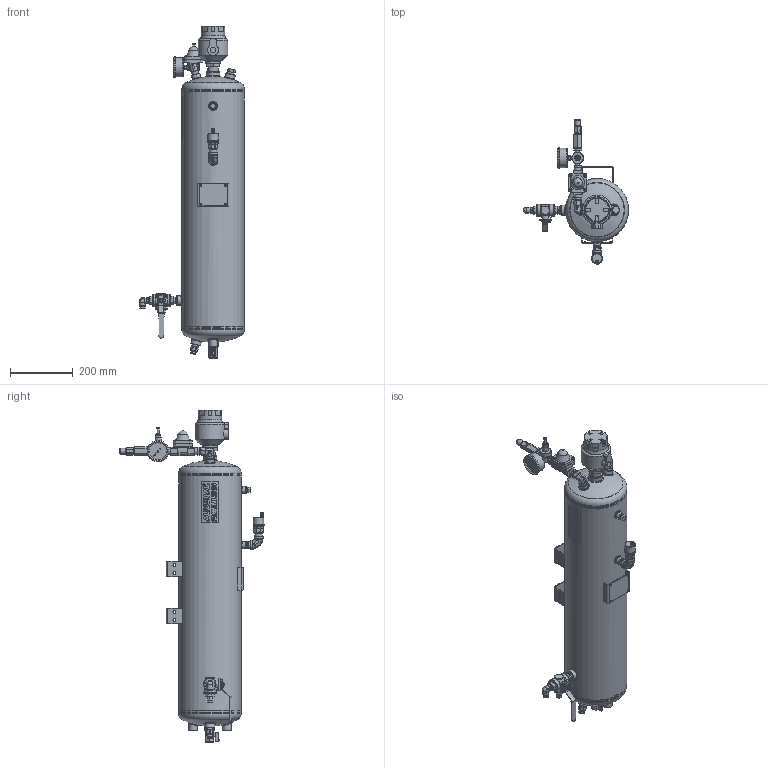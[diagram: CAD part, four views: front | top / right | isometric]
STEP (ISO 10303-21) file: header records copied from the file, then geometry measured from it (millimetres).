
FILE_DESCRIPTION(/* description */ ('Unknown'),/* implementation_level */ '2;1');
FILE_NAME(/* name */ 'W225CCSAEC--B-',/* time_stamp */ '2023-03-22T12:55:04+00:00',/* author */ ('Unknown'),/* organization */ ('Unknown'),/* preprocessor_version */ 'ST-DEVELOPER v16.7',/* originating_system */ 'Solid Edge',/* authorisation */ 'Unknown');
FILE_SCHEMA (('AUTOMOTIVE_DESIGN {1 0 10303 214 3 1 1}'));
Length unit declared in the file: millimetre
Products named in the file (47): 3195959; 2035020; 2013362; 2032857; 2033704; 2051466; 2015923; 2011208; 2032893; 2032147; 2011133; 2032873; 2035020_812_3,634_812:1_oa_0; 2035020_812_3,634_812:1_oa_1; 2035020_812_3,634_812:1_oa_2; 2051700; 3028411; 2015404; 2035020_812_3,634_812:1_oa_3; 3016603; 2051131; 2035020_812_3,634_812:1_oa_4; 2035020_812_3,634_812:1_oa_5; 2050292; 2035020_812_3,634_812:1_oa_6; 2035020_812_3,634_812:1_oa_7; 2026333; 2028094; 2026306; 2021615; 2026443; 2075344; 2026385; 2035471; 2027070; 2026442; 2059736; 2026791; 2027072; 2026972 ...
Assembly tree (57 placements, depth 3):
  3195959
    2035020
      2013362
      2032857
      2033704  x2
      2051466
      2015923  x4
      2011208
      2032893
      2032147  x3
      2011133
      2032873
      2035020_812_3,634_812:1_oa_0
      2035020_812_3,634_812:1_oa_1
      2035020_812_3,634_812:1_oa_2
      2051700  x4
      3028411  x3
      2015404
      2035020_812_3,634_812:1_oa_3
      3016603
      2051131
      2035020_812_3,634_812:1_oa_4
      2035020_812_3,634_812:1_oa_5
      2050292
      2035020_812_3,634_812:1_oa_6
      2035020_812_3,634_812:1_oa_7
    2026333
    2028094
    2026306
    2021615
    2026443
    2075344
    2026385
    2035471
    2027070
    2026442
    2059736
    2026791
    2027072
    2026972
    3001735
    2023281
    3001737
    3004939
    3004946
    3004943
    3004940
Bounding box: 335.59 x 460.8 x 1061.02 mm (x, y, z)
Volume: 3255342.2 mm3; surface area: 1999248.9 mm2
Topology: 65 solids, 68 shells, 1825 faces, 4300 edges, 2722 vertices
Faces by surface type: plane 795, cylinder 453, cone 279, bspline 164, torus 106, sphere 28
Full cylindrical faces by diameter (mm): 0.792 x2, 1.016 x1, 2 x4, 2.794 x1, 3.2 x4, 3.5 x4, 4 x4, 4.064 x4, 4.191 x4, 4.5 x1, 5 x1, 5.26 x1, 5.89 x1, 5.93 x4, 6.35 x9, 6.58 x1, 6.858 x2, 7.112 x1, 7.62 x1, 8 x2, 8.38 x1, 8.382 x1, 8.534 x2, 8.636 x1, 8.712 x2, 8.903 x2, 9 x8, 9.1 x1, 9.144 x4, 9.5 x2
Entity records: 76056 total; most frequent: CARTESIAN_POINT 31517, ORIENTED_EDGE 6964, DIRECTION 6770, EDGE_CURVE 3482, AXIS2_PLACEMENT_3D 2793, VERTEX_POINT 2423, FACE_BOUND 2391, EDGE_LOOP 2386
